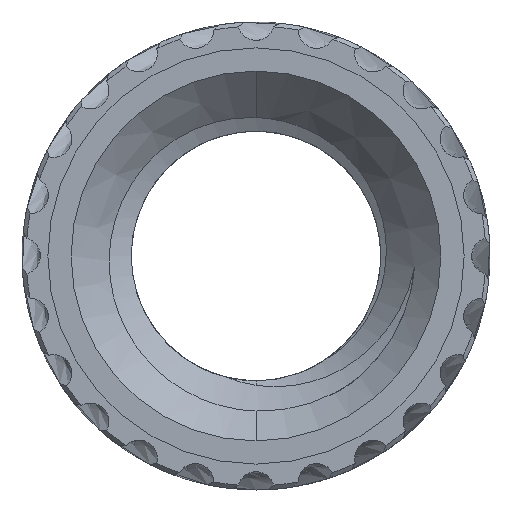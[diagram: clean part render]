
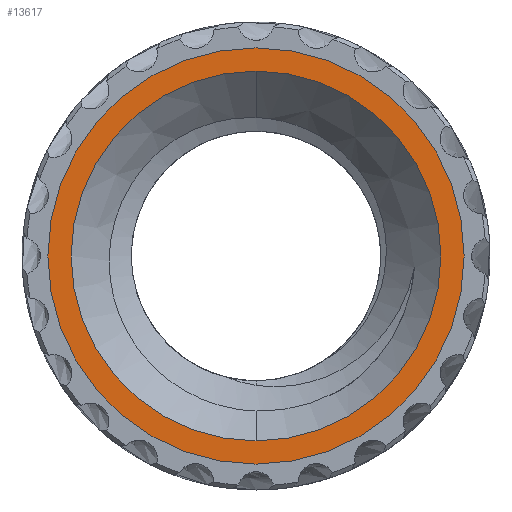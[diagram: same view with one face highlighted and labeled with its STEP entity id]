
A CAD part, front view. The second image highlights one B-rep face of the part: STEP entity #13617.
In plain terms, the highlighted planar face has unit normal (0, -1, 0).
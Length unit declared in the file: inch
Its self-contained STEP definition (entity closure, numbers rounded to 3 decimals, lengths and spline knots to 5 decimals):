
#231 = DIRECTION ( 'NONE',  ( 0., -1., 0. ) ) ;
#403 = VERTEX_POINT ( 'NONE', #3809 ) ;
#548 = CARTESIAN_POINT ( 'NONE',  ( 0., 0., 0. ) ) ;
#593 = CARTESIAN_POINT ( 'NONE',  ( 0., 0., -0.1245 ) ) ;
#691 = ORIENTED_EDGE ( 'NONE', *, *, #6958, .F. ) ;
#705 = CARTESIAN_POINT ( 'NONE',  ( 0., 0., -0.11061 ) ) ;
#825 = CARTESIAN_POINT ( 'NONE',  ( 0.1245, 0., 0. ) ) ;
#892 = CIRCLE ( 'NONE', #5986, 0.1245 ) ;
#938 = CARTESIAN_POINT ( 'NONE',  ( 0., 0., 0.11061 ) ) ;
#1522 = EDGE_LOOP ( 'NONE', ( #691, #2451 ) ) ;
#1926 = DIRECTION ( 'NONE',  ( 0., 0., -1. ) ) ;
#2183 = PLANE ( 'NONE',  #11751 ) ;
#2451 = ORIENTED_EDGE ( 'NONE', *, *, #14619, .F. ) ;
#2763 = VERTEX_POINT ( 'NONE', #938 ) ;
#3788 = VERTEX_POINT ( 'NONE', #705 ) ;
#3809 = CARTESIAN_POINT ( 'NONE',  ( 0., 0., 0.1245 ) ) ;
#4172 = CARTESIAN_POINT ( 'NONE',  ( 0., 0., 0. ) ) ;
#4645 = AXIS2_PLACEMENT_3D ( 'NONE', #7938, #231, #9189 ) ;
#5403 = DIRECTION ( 'NONE',  ( 0., 0., -1. ) ) ;
#5986 = AXIS2_PLACEMENT_3D ( 'NONE', #6322, #14742, #7599 ) ;
#5989 = DIRECTION ( 'NONE',  ( 0., 0., -1. ) ) ;
#6322 = CARTESIAN_POINT ( 'NONE',  ( 0., 0., 0. ) ) ;
#6958 = EDGE_CURVE ( 'NONE', #3788, #2763, #10609, .T. ) ;
#7465 = AXIS2_PLACEMENT_3D ( 'NONE', #548, #9444, #1926 ) ;
#7599 = DIRECTION ( 'NONE',  ( 0., 0., -1. ) ) ;
#7938 = CARTESIAN_POINT ( 'NONE',  ( 0., 0., 0. ) ) ;
#8614 = EDGE_CURVE ( 'NONE', #403, #10756, #14649, .T. ) ;
#9189 = DIRECTION ( 'NONE',  ( 0., 0., -1. ) ) ;
#9254 = ORIENTED_EDGE ( 'NONE', *, *, #8614, .T. ) ;
#9444 = DIRECTION ( 'NONE',  ( 0., -1., 0. ) ) ;
#9601 = EDGE_LOOP ( 'NONE', ( #10342, #9254 ) ) ;
#10148 = FACE_BOUND ( 'NONE', #1522, .T. ) ;
#10342 = ORIENTED_EDGE ( 'NONE', *, *, #13576, .T. ) ;
#10609 = CIRCLE ( 'NONE', #4645, 0.11061 ) ;
#10756 = VERTEX_POINT ( 'NONE', #593 ) ;
#10815 = AXIS2_PLACEMENT_3D ( 'NONE', #4172, #12730, #5403 ) ;
#11751 = AXIS2_PLACEMENT_3D ( 'NONE', #825, #13269, #5989 ) ;
#12730 = DIRECTION ( 'NONE',  ( 0., -1., 0. ) ) ;
#13269 = DIRECTION ( 'NONE',  ( 0., -1., 0. ) ) ;
#13576 = EDGE_CURVE ( 'NONE', #10756, #403, #892, .T. ) ;
#13617 = ADVANCED_FACE ( 'NONE', ( #10148, #16072 ), #2183, .T. ) ;
#14407 = CIRCLE ( 'NONE', #10815, 0.11061 ) ;
#14619 = EDGE_CURVE ( 'NONE', #2763, #3788, #14407, .T. ) ;
#14649 = CIRCLE ( 'NONE', #7465, 0.1245 ) ;
#14742 = DIRECTION ( 'NONE',  ( 0., -1., 0. ) ) ;
#16072 = FACE_OUTER_BOUND ( 'NONE', #9601, .T. ) ;
